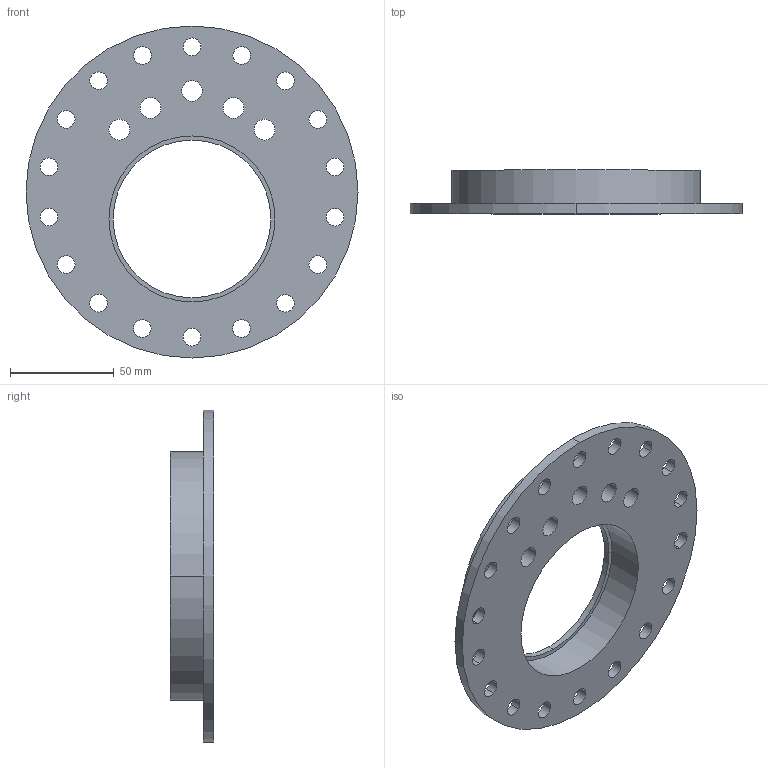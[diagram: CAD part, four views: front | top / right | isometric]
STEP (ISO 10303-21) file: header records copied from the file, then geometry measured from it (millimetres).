
FILE_DESCRIPTION(('CATIA V5 STEP Exchange'),'2;1');
FILE_NAME('EN_04013 (Excentrique Gauche).stp','2021-11-15T16:13:31+00:00',('none'),('none'),'CATIA Version 5 Release 19 SP 2 (IN-10)','CATIA V5 STEP AP203','none');
FILE_SCHEMA(('CONFIG_CONTROL_DESIGN'));
Length unit declared in the file: millimetre
Products named in the file (1): EN_04013
Bounding box: 160 x 21 x 160 mm (x, y, z)
Volume: 164045.7 mm3; surface area: 47798.5 mm2
Topology: 1 solids, 1 shells, 58 faces, 162 edges, 108 vertices
Faces by surface type: cylinder 54, plane 4
Entity records: 1829 total; most frequent: ORIENTED_EDGE 324, CARTESIAN_POINT 302, DIRECTION 224, EDGE_CURVE 162, AXIS2_PLACEMENT_3D 140, CIRCLE 108, EDGE_LOOP 108, VERTEX_POINT 108
